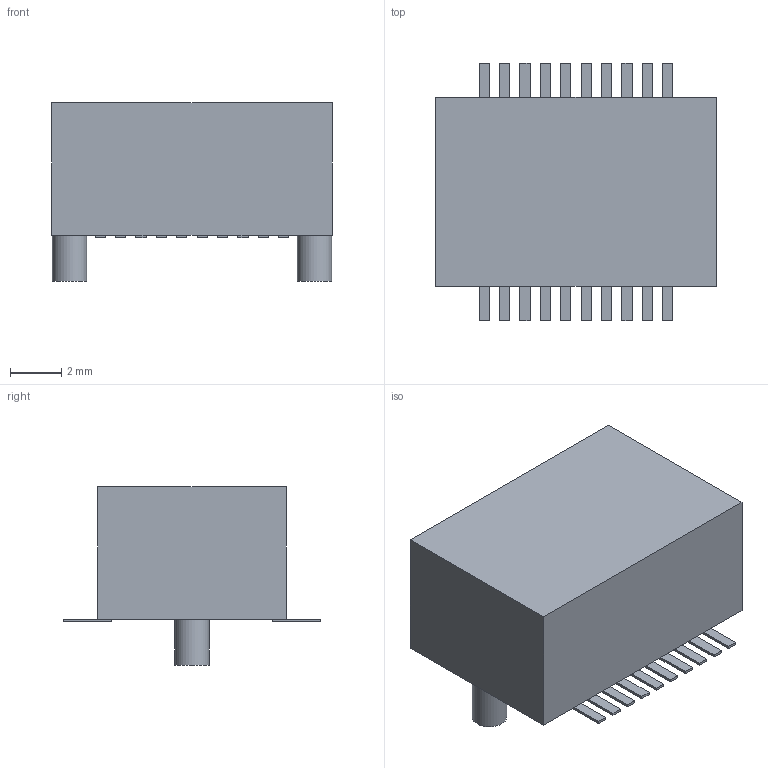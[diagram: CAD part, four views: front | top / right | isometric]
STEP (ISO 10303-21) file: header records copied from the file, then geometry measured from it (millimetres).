
FILE_DESCRIPTION(('FreeCAD Model'),'2;1');
FILE_NAME('826155.1.2.stp','2020-06-12T12:17:30',( 'Author'),(''),'Open CASCADE STEP processor 6.9','FreeCAD','Unknown' );
FILE_SCHEMA(('AUTOMOTIVE_DESIGN { 1 0 10303 214 1 1 1 1 }'));
Length unit declared in the file: millimetre
Products named in the file (4): ASSEMBLY; Body; Pins; Lugs
Assembly tree (4 placements, depth 2):
  ASSEMBLY
    Body
    Pins
    Lugs  x2
Bounding box: 11 x 10.1 x 7 mm (x, y, z)
Volume: 435.1 mm3; surface area: 435.7 mm2
Topology: 25 solids, 25 shells, 138 faces, 264 edges, 176 vertices
Faces by surface type: plane 134, cylinder 4
Full cylindrical faces by diameter (mm): 1.35 x4
Entity records: 6900 total; most frequent: CARTESIAN_POINT 1083, DIRECTION 1052, LINE 766, VECTOR 766, ORIENTED_EDGE 516, PCURVE 516, DEFINITIONAL_REPRESENTATION 516, EDGE_CURVE 258
